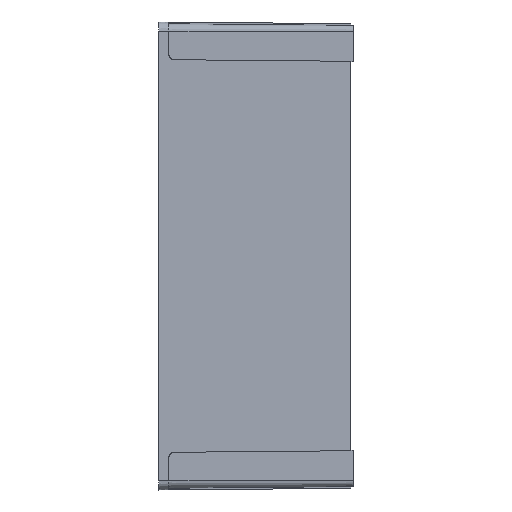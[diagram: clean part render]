
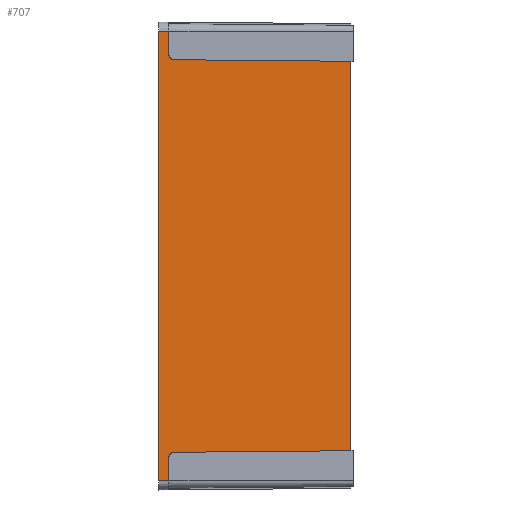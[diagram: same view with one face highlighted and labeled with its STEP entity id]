
A CAD part, left-side view. The second image highlights one B-rep face of the part: STEP entity #707.
In plain terms, the highlighted planar face has unit normal (-1, -0.009, 0).
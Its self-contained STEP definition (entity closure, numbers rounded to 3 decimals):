
#271 = VERTEX_POINT ( 'NONE', #4026 ) ;
#450 = VERTEX_POINT ( 'NONE', #4377 ) ;
#452 = EDGE_CURVE ( 'NONE', #271, #450, #4376, .T. ) ;
#564 = VERTEX_POINT ( 'NONE', #4601 ) ;
#566 = EDGE_CURVE ( 'NONE', #564, #567, #4600, .T. ) ;
#567 = VERTEX_POINT ( 'NONE', #4596 ) ;
#574 = EDGE_CURVE ( 'NONE', #575, #576, #4585, .T. ) ;
#575 = VERTEX_POINT ( 'NONE', #4581 ) ;
#576 = VERTEX_POINT ( 'NONE', #4580 ) ;
#628 = EDGE_CURVE ( 'NONE', #714, #575, #4700, .T. ) ;
#690 = ORIENTED_EDGE ( 'NONE', *, *, #574, .T. ) ;
#691 = ORIENTED_EDGE ( 'NONE', *, *, #692, .F. ) ;
#692 = EDGE_CURVE ( 'NONE', #567, #576, #4829, .T. ) ;
#693 = ORIENTED_EDGE ( 'NONE', *, *, #566, .F. ) ;
#694 = ORIENTED_EDGE ( 'NONE', *, *, #695, .T. ) ;
#695 = EDGE_CURVE ( 'NONE', #564, #696, #4825, .T. ) ;
#696 = VERTEX_POINT ( 'NONE', #4821 ) ;
#697 = ORIENTED_EDGE ( 'NONE', *, *, #698, .T. ) ;
#698 = EDGE_CURVE ( 'NONE', #696, #699, #4818, .T. ) ;
#699 = VERTEX_POINT ( 'NONE', #4820 ) ;
#700 = ORIENTED_EDGE ( 'NONE', *, *, #701, .F. ) ;
#701 = EDGE_CURVE ( 'NONE', #271, #699, #4819, .T. ) ;
#702 = ORIENTED_EDGE ( 'NONE', *, *, #452, .T. ) ;
#707 = ADVANCED_FACE ( 'NONE', ( #4854 ), #4852, .T. ) ;
#708 = EDGE_LOOP ( 'NONE', ( #709, #712, #715, #690, #691, #693, #694, #697, #700, #702 ) ) ;
#709 = ORIENTED_EDGE ( 'NONE', *, *, #710, .F. ) ;
#710 = EDGE_CURVE ( 'NONE', #711, #450, #4853, .T. ) ;
#711 = VERTEX_POINT ( 'NONE', #4844 ) ;
#712 = ORIENTED_EDGE ( 'NONE', *, *, #713, .T. ) ;
#713 = EDGE_CURVE ( 'NONE', #711, #714, #4841, .T. ) ;
#714 = VERTEX_POINT ( 'NONE', #4843 ) ;
#715 = ORIENTED_EDGE ( 'NONE', *, *, #628, .T. ) ;
#4026 = CARTESIAN_POINT ( 'NONE',  ( -89.404, -74., -74.939 ) ) ;
#4373 = DIRECTION ( 'NONE',  ( 0., 0., 1. ) ) ;
#4374 = VECTOR ( 'NONE', #4373, 1000. ) ;
#4375 = CARTESIAN_POINT ( 'NONE',  ( -89.404, -74., -86.55 ) ) ;
#4376 = LINE ( 'NONE', #4375, #4374 ) ;
#4377 = CARTESIAN_POINT ( 'NONE',  ( -89.404, -74., 74.939 ) ) ;
#4580 = CARTESIAN_POINT ( 'NONE',  ( -90.05, 0., 86.55 ) ) ;
#4581 = CARTESIAN_POINT ( 'NONE',  ( -90.015, -4., 86.55 ) ) ;
#4582 = DIRECTION ( 'NONE',  ( -0.009, 1., 0. ) ) ;
#4583 = VECTOR ( 'NONE', #4582, 1000. ) ;
#4584 = CARTESIAN_POINT ( 'NONE',  ( -90.05, 0., 86.55 ) ) ;
#4585 = LINE ( 'NONE', #4584, #4583 ) ;
#4596 = CARTESIAN_POINT ( 'NONE',  ( -90.05, 0., -86.55 ) ) ;
#4597 = DIRECTION ( 'NONE',  ( -0.009, 1., 0. ) ) ;
#4598 = VECTOR ( 'NONE', #4597, 1000. ) ;
#4599 = CARTESIAN_POINT ( 'NONE',  ( -90.05, 0., -86.55 ) ) ;
#4600 = LINE ( 'NONE', #4599, #4598 ) ;
#4601 = CARTESIAN_POINT ( 'NONE',  ( -90.015, -4., -86.55 ) ) ;
#4694 = DIRECTION ( 'NONE',  ( 0., 0., 1. ) ) ;
#4695 = VECTOR ( 'NONE', #4694, 1000. ) ;
#4696 = CARTESIAN_POINT ( 'NONE',  ( -90.015, -4., -86.55 ) ) ;
#4700 = LINE ( 'NONE', #4696, #4695 ) ;
#4816 = CARTESIAN_POINT ( 'NONE',  ( -90.015, -4., -76.369 ) ) ;
#4817 = CARTESIAN_POINT ( 'NONE',  ( -90.015, -4., -77.533 ) ) ;
#4818 =( BOUNDED_CURVE ( )  B_SPLINE_CURVE ( 3, ( #4817, #4816, #4863, #4862 ),
 .UNSPECIFIED., .F., .T. ) 
 B_SPLINE_CURVE_WITH_KNOTS ( ( 4, 4 ),
 ( 3.142, 4.704 ),
 .UNSPECIFIED. ) 
 CURVE ( )  GEOMETRIC_REPRESENTATION_ITEM ( )  RATIONAL_B_SPLINE_CURVE ( ( 1., 0.807, 0.807, 1. ) ) 
 REPRESENTATION_ITEM ( '' )  );
#4819 = LINE ( 'NONE', #4861, #4860 ) ;
#4820 = CARTESIAN_POINT ( 'NONE',  ( -89.998, -5.983, -75.533 ) ) ;
#4821 = CARTESIAN_POINT ( 'NONE',  ( -90.015, -4., -77.533 ) ) ;
#4822 = DIRECTION ( 'NONE',  ( 0., 0., 1. ) ) ;
#4823 = VECTOR ( 'NONE', #4822, 1000. ) ;
#4824 = CARTESIAN_POINT ( 'NONE',  ( -90.015, -4., -86.55 ) ) ;
#4825 = LINE ( 'NONE', #4824, #4823 ) ;
#4826 = DIRECTION ( 'NONE',  ( 0., 0., 1. ) ) ;
#4827 = VECTOR ( 'NONE', #4826, 1000. ) ;
#4828 = CARTESIAN_POINT ( 'NONE',  ( -90.05, 0., -86.55 ) ) ;
#4829 = LINE ( 'NONE', #4828, #4827 ) ;
#4841 =( BOUNDED_CURVE ( )  B_SPLINE_CURVE ( 3, ( #4890, #4889, #4888, #4887 ),
 .UNSPECIFIED., .F., .T. ) 
 B_SPLINE_CURVE_WITH_KNOTS ( ( 4, 4 ),
 ( 4.721, 6.283 ),
 .UNSPECIFIED. ) 
 CURVE ( )  GEOMETRIC_REPRESENTATION_ITEM ( )  RATIONAL_B_SPLINE_CURVE ( ( 1., 0.807, 0.807, 1. ) ) 
 REPRESENTATION_ITEM ( '' )  );
#4843 = CARTESIAN_POINT ( 'NONE',  ( -90.015, -4., 77.533 ) ) ;
#4844 = CARTESIAN_POINT ( 'NONE',  ( -89.998, -5.983, 75.533 ) ) ;
#4845 = DIRECTION ( 'NONE',  ( 0.009, -1., -0.009 ) ) ;
#4846 = VECTOR ( 'NONE', #4845, 1000. ) ;
#4847 = CARTESIAN_POINT ( 'NONE',  ( -90.038, -1.415, 75.573 ) ) ;
#4848 = DIRECTION ( 'NONE',  ( 0.009, -1., 0. ) ) ;
#4849 = DIRECTION ( 'NONE',  ( -1., -0.009, 0. ) ) ;
#4850 = CARTESIAN_POINT ( 'NONE',  ( -90.05, 0., -86.55 ) ) ;
#4851 = AXIS2_PLACEMENT_3D ( 'NONE', #4850, #4849, #4848 ) ;
#4852 = PLANE ( 'NONE',  #4851 ) ;
#4853 = LINE ( 'NONE', #4847, #4846 ) ;
#4854 = FACE_OUTER_BOUND ( 'NONE', #708, .T. ) ;
#4859 = DIRECTION ( 'NONE',  ( -0.009, 1., -0.009 ) ) ;
#4860 = VECTOR ( 'NONE', #4859, 1000. ) ;
#4861 = CARTESIAN_POINT ( 'NONE',  ( -90.051, 0.096, -75.586 ) ) ;
#4862 = CARTESIAN_POINT ( 'NONE',  ( -89.998, -5.983, -75.533 ) ) ;
#4863 = CARTESIAN_POINT ( 'NONE',  ( -90.008, -4.819, -75.543 ) ) ;
#4887 = CARTESIAN_POINT ( 'NONE',  ( -90.015, -4., 77.533 ) ) ;
#4888 = CARTESIAN_POINT ( 'NONE',  ( -90.015, -4., 76.369 ) ) ;
#4889 = CARTESIAN_POINT ( 'NONE',  ( -90.008, -4.819, 75.543 ) ) ;
#4890 = CARTESIAN_POINT ( 'NONE',  ( -89.998, -5.983, 75.533 ) ) ;
